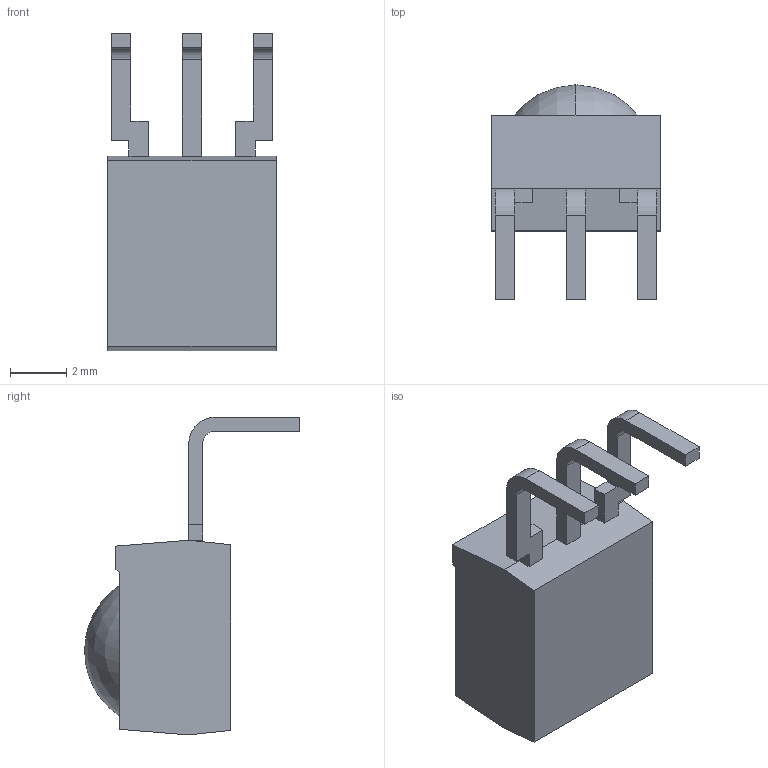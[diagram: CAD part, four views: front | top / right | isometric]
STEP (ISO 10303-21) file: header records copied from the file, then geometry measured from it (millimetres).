
FILE_DESCRIPTION (( 'STEP AP214' ), '1' );
FILE_NAME ('07CF2D13-67C1-4CD5-8CFE-D83FFDC7065E.STEP', '2025-01-12T11:25:03', ( '' ), ( '' ), 'SwSTEP 2.0', 'SolidWorks 2022', '' );
FILE_SCHEMA (( 'AUTOMOTIVE_DESIGN' ));
Length unit declared in the file: millimetre
Products named in the file (1): 07CF2D13-67C1-4CD5-8CFE-D83FFDC7065E
Bounding box: 6 x 7.67 x 11.35 mm (x, y, z)
Volume: 182 mm3; surface area: 246.4 mm2
Topology: 4 solids, 4 shells, 50 faces, 124 edges, 83 vertices
Faces by surface type: plane 42, cylinder 6, sphere 2
Entity records: 1665 total; most frequent: CARTESIAN_POINT 258, ORIENTED_EDGE 248, DIRECTION 242, EDGE_CURVE 124, VECTOR 108, LINE 108, VERTEX_POINT 83, AXIS2_PLACEMENT_3D 67
